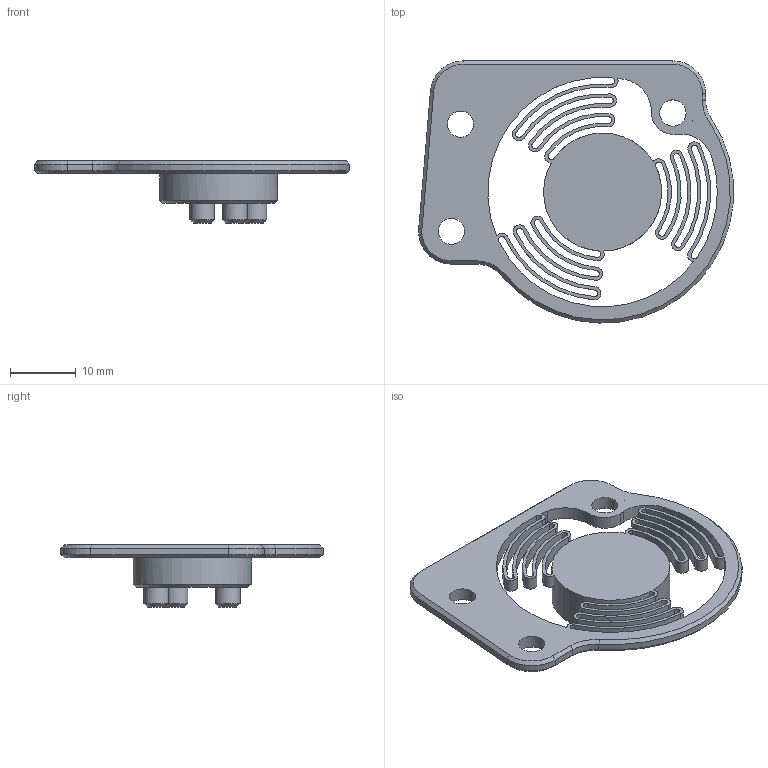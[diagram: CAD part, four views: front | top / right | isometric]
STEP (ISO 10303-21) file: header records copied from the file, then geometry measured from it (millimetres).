
FILE_DESCRIPTION(/* description */ ('','CAx-IF Rec.Pracs.---Representation and Presentation of Product Manufacturing Information (PMI)---4.0---2014-10-13'),/* implementation_level */ '2;1');
FILE_NAME(/* name */ 'compliant spring gripper.step',/* time_stamp */ '2025-03-25T11:23:22+01:00',/* author */ (''),/* organization */ (''),/* preprocessor_version */ 'ST-DEVELOPER v20',/* originating_system */ 'Autodesk Translation Framework v13.20.0.188',/* authorisation */ '');
FILE_SCHEMA (('AP242_MANAGED_MODEL_BASED_3D_ENGINEERING_MIM_LF { 1 0 10303 442 1 1 4 }'));
Length unit declared in the file: millimetre
Products named in the file (1): compliant spring gripper
Bounding box: 47.97 x 39.99 x 9.5 mm (x, y, z)
Volume: 3217.5 mm3; surface area: 3954.6 mm2
Topology: 1 solids, 1 shells, 125 faces, 342 edges, 220 vertices
Faces by surface type: cylinder 88, plane 21, cone 16
Full cylindrical faces by diameter (mm): 3.75 x3, 4 x3, 18 x1
Entity records: 4103 total; most frequent: DIRECTION 792, CARTESIAN_POINT 688, ORIENTED_EDGE 684, EDGE_CURVE 342, AXIS2_PLACEMENT_3D 324, VERTEX_POINT 220, CIRCLE 198, LINE 144
